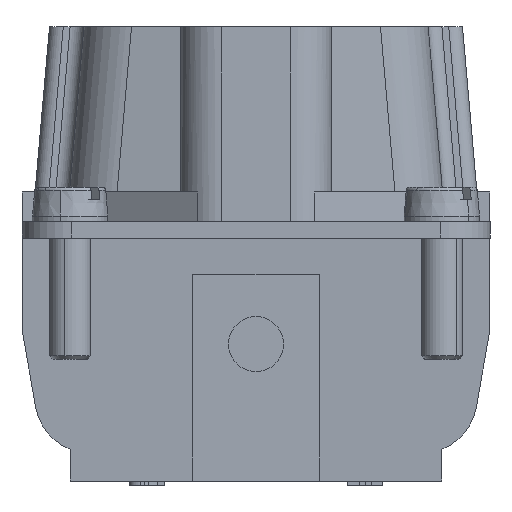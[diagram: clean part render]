
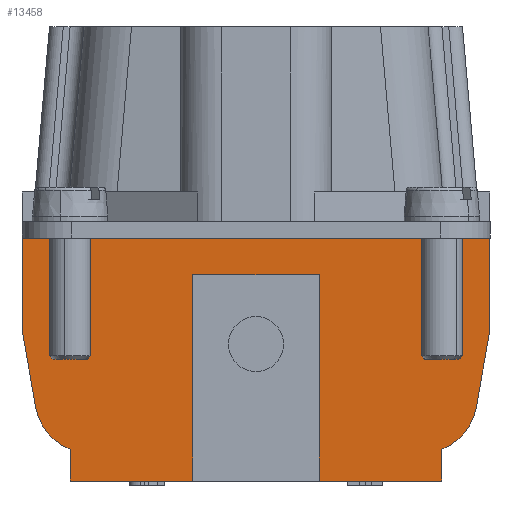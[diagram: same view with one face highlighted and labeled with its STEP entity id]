
A CAD part, left-side view. The second image highlights one B-rep face of the part: STEP entity #13458.
In plain terms, the highlighted planar face has unit normal (-0.999, 0, -0.035).
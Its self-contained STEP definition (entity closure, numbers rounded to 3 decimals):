
#9620=ELLIPSE('',#48371,4.002,4.);
#9622=ELLIPSE('',#48377,4.002,4.);
#11088=FACE_BOUND('',#19289,.T.);
#11089=FACE_BOUND('',#19290,.T.);
#11090=FACE_BOUND('',#19291,.T.);
#13458=ADVANCED_FACE('',(#11088,#11089,#11090),#14900,.F.);
#14900=PLANE('',#50786);
#19289=EDGE_LOOP('',(#38431,#38432,#38433,#38434,#38435,#38436,#38437,#38438,
#38439,#38440,#38441,#38442,#38443,#38444));
#19290=EDGE_LOOP('',(#38445,#38446));
#19291=EDGE_LOOP('',(#38447,#38448));
#19391=LINE('',#60723,#23374);
#19394=LINE('',#60729,#23377);
#19426=LINE('',#60825,#23409);
#19434=LINE('',#60842,#23417);
#23263=LINE('',#80339,#27579);
#23264=LINE('',#80340,#27580);
#23265=LINE('',#80342,#27581);
#23266=LINE('',#80344,#27582);
#23267=LINE('',#80346,#27583);
#23268=LINE('',#80348,#27584);
#23269=LINE('',#80350,#27585);
#23270=LINE('',#80352,#27586);
#23271=LINE('',#80353,#27587);
#23272=LINE('',#80356,#27588);
#23374=VECTOR('',#50913,1.);
#23377=VECTOR('',#50918,1.);
#23409=VECTOR('',#50986,1.);
#23417=VECTOR('',#50996,1.);
#27579=VECTOR('',#60128,1.);
#27580=VECTOR('',#60129,1.);
#27581=VECTOR('',#60130,1.);
#27582=VECTOR('',#60131,1.);
#27583=VECTOR('',#60132,1.);
#27584=VECTOR('',#60133,1.);
#27585=VECTOR('',#60134,1.);
#27586=VECTOR('',#60135,1.);
#27587=VECTOR('',#60136,1.);
#27588=VECTOR('',#60137,1.);
#38431=ORIENTED_EDGE('',*,*,#47644,.F.);
#38432=ORIENTED_EDGE('',*,*,#42333,.T.);
#38433=ORIENTED_EDGE('',*,*,#42330,.F.);
#38434=ORIENTED_EDGE('',*,*,#42550,.T.);
#38435=ORIENTED_EDGE('',*,*,#47645,.F.);
#38436=ORIENTED_EDGE('',*,*,#47646,.T.);
#38437=ORIENTED_EDGE('',*,*,#47647,.F.);
#38438=ORIENTED_EDGE('',*,*,#47648,.F.);
#38439=ORIENTED_EDGE('',*,*,#47649,.F.);
#38440=ORIENTED_EDGE('',*,*,#47650,.T.);
#38441=ORIENTED_EDGE('',*,*,#47651,.T.);
#38442=ORIENTED_EDGE('',*,*,#42538,.T.);
#38443=ORIENTED_EDGE('',*,*,#42381,.F.);
#38444=ORIENTED_EDGE('',*,*,#42389,.F.);
#38445=ORIENTED_EDGE('',*,*,#47652,.F.);
#38446=ORIENTED_EDGE('',*,*,#47652,.T.);
#38447=ORIENTED_EDGE('',*,*,#47653,.T.);
#38448=ORIENTED_EDGE('',*,*,#47653,.F.);
#38665=VERTEX_POINT('',#60721);
#38667=VERTEX_POINT('',#60724);
#38669=VERTEX_POINT('',#60730);
#38713=VERTEX_POINT('',#60823);
#38715=VERTEX_POINT('',#60826);
#38722=VERTEX_POINT('',#60841);
#38865=VERTEX_POINT('',#61137);
#38874=VERTEX_POINT('',#61167);
#42193=VERTEX_POINT('',#80341);
#42194=VERTEX_POINT('',#80343);
#42195=VERTEX_POINT('',#80345);
#42196=VERTEX_POINT('',#80347);
#42197=VERTEX_POINT('',#80349);
#42198=VERTEX_POINT('',#80351);
#42199=VERTEX_POINT('',#80354);
#42200=VERTEX_POINT('',#80355);
#42201=VERTEX_POINT('',#80357);
#42202=VERTEX_POINT('',#80358);
#42330=EDGE_CURVE('',#38665,#38667,#19391,.T.);
#42333=EDGE_CURVE('',#38669,#38667,#19394,.T.);
#42381=EDGE_CURVE('',#38713,#38715,#19426,.T.);
#42389=EDGE_CURVE('',#38722,#38713,#19434,.T.);
#42538=EDGE_CURVE('',#38865,#38715,#9620,.T.);
#42550=EDGE_CURVE('',#38665,#38874,#9622,.T.);
#47644=EDGE_CURVE('',#38669,#38722,#23263,.T.);
#47645=EDGE_CURVE('',#42193,#38874,#23264,.T.);
#47646=EDGE_CURVE('',#42193,#42194,#23265,.T.);
#47647=EDGE_CURVE('',#42195,#42194,#23266,.T.);
#47648=EDGE_CURVE('',#42196,#42195,#23267,.T.);
#47649=EDGE_CURVE('',#42197,#42196,#23268,.T.);
#47650=EDGE_CURVE('',#42197,#42198,#23269,.T.);
#47651=EDGE_CURVE('',#42198,#38865,#23270,.T.);
#47652=EDGE_CURVE('',#42199,#42200,#23271,.T.);
#47653=EDGE_CURVE('',#42201,#42202,#23272,.T.);
#48371=AXIS2_PLACEMENT_3D('',#61136,#51218,#51219);
#48377=AXIS2_PLACEMENT_3D('',#61168,#51234,#51235);
#50786=AXIS2_PLACEMENT_3D('',#80359,#60138,#60139);
#50913=DIRECTION('',(-0.034,0.174,0.984));
#50918=DIRECTION('',(0.035,0.,-0.999));
#50986=DIRECTION('',(0.034,0.174,-0.984));
#50996=DIRECTION('',(0.035,0.,-0.999));
#51218=DIRECTION('',(-0.999,0.,-0.035));
#51219=DIRECTION('',(0.035,0.,-0.999));
#51234=DIRECTION('',(-0.999,0.,-0.035));
#51235=DIRECTION('',(0.035,0.,-0.999));
#60128=DIRECTION('',(0.,-1.,0.));
#60129=DIRECTION('',(-0.035,0.,0.999));
#60130=DIRECTION('',(0.,-1.,0.));
#60131=DIRECTION('',(0.035,0.,-0.999));
#60132=DIRECTION('',(0.,1.,0.));
#60133=DIRECTION('',(-0.035,0.,0.999));
#60134=DIRECTION('',(0.,-1.,0.));
#60135=DIRECTION('',(-0.035,0.,0.999));
#60136=DIRECTION('',(0.035,0.,-0.999));
#60137=DIRECTION('',(-0.035,0.,0.999));
#60138=DIRECTION('',(0.999,0.,0.035));
#60139=DIRECTION('',(-0.035,0.,0.999));
#60721=CARTESIAN_POINT('',(-77.324,61.553,-57.195));
#60723=CARTESIAN_POINT('',(-77.514,62.514,-51.749));
#60724=CARTESIAN_POINT('',(-77.521,62.549,-51.55));
#60729=CARTESIAN_POINT('',(-77.808,62.549,-43.339));
#60730=CARTESIAN_POINT('',(-77.753,62.549,-44.9));
#60823=CARTESIAN_POINT('',(-77.521,28.549,-51.55));
#60825=CARTESIAN_POINT('',(-77.415,29.085,-54.59));
#60826=CARTESIAN_POINT('',(-77.324,29.544,-57.195));
#60841=CARTESIAN_POINT('',(-77.753,28.549,-44.9));
#60842=CARTESIAN_POINT('',(-77.808,28.549,-43.339));
#61136=CARTESIAN_POINT('',(-77.348,33.483,-56.5));
#61137=CARTESIAN_POINT('',(-77.218,32.049,-60.234));
#61167=CARTESIAN_POINT('',(-77.218,59.049,-60.234));
#61168=CARTESIAN_POINT('',(-77.348,57.614,-56.5));
#80339=CARTESIAN_POINT('',(-77.753,53.399,-44.9));
#80340=CARTESIAN_POINT('',(-77.477,59.049,-52.818));
#80341=CARTESIAN_POINT('',(-77.137,59.049,-62.55));
#80342=CARTESIAN_POINT('',(-77.137,57.549,-62.55));
#80343=CARTESIAN_POINT('',(-77.137,50.149,-62.55));
#80344=CARTESIAN_POINT('',(-77.808,50.149,-43.339));
#80345=CARTESIAN_POINT('',(-77.661,50.149,-47.55));
#80346=CARTESIAN_POINT('',(-77.661,57.409,-47.55));
#80347=CARTESIAN_POINT('',(-77.661,40.949,-47.55));
#80348=CARTESIAN_POINT('',(-77.808,40.949,-43.339));
#80349=CARTESIAN_POINT('',(-77.137,40.949,-62.55));
#80350=CARTESIAN_POINT('',(-77.137,57.549,-62.55));
#80351=CARTESIAN_POINT('',(-77.137,32.049,-62.55));
#80352=CARTESIAN_POINT('',(-77.477,32.049,-52.818));
#80353=CARTESIAN_POINT('',(-77.167,36.498,-61.69));
#80354=CARTESIAN_POINT('',(-77.743,36.498,-45.2));
#80355=CARTESIAN_POINT('',(-77.167,36.498,-61.7));
#80356=CARTESIAN_POINT('',(-77.167,54.54,-61.69));
#80357=CARTESIAN_POINT('',(-77.167,54.54,-61.7));
#80358=CARTESIAN_POINT('',(-77.743,54.54,-45.2));
#80359=CARTESIAN_POINT('',(-77.763,53.399,-44.632));
